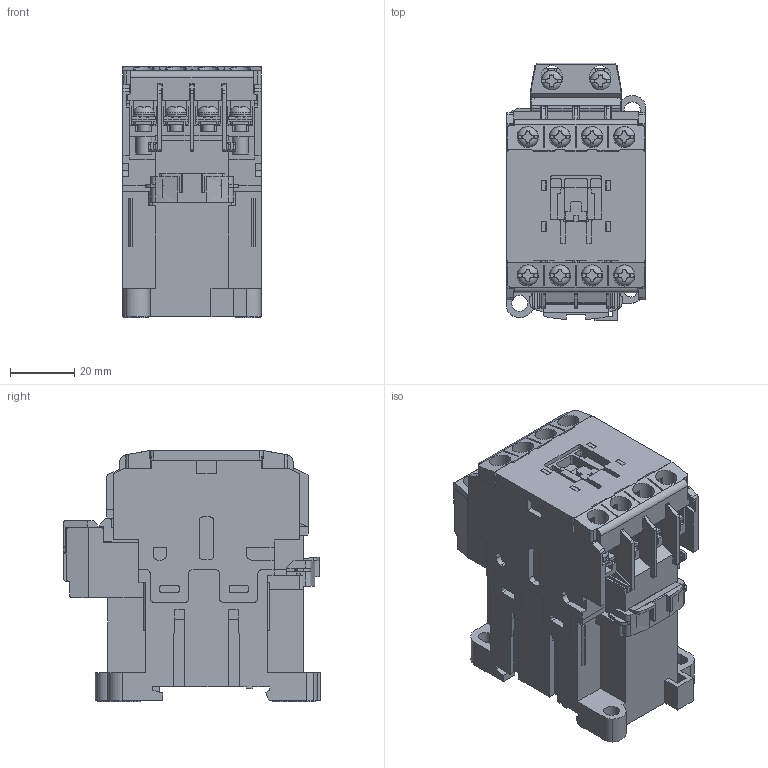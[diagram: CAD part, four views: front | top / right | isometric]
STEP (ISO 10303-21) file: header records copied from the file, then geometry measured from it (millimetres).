
FILE_DESCRIPTION (( 'STEP AP214' ), '1' );
FILE_NAME ('SCH4XA.STEP', '2023-06-29T03:42:15', ( '' ), ( '' ), 'SwSTEP 2.0', 'SolidWorks 2022', '' );
FILE_SCHEMA (( 'AUTOMOTIVE_DESIGN' ));
Length unit declared in the file: millimetre
Products named in the file (11): Plate_M3P5_7P6; SCH4XA_main terminal cover; SCH4X Coil plate band; Springwasher_M3P5; SCH4XA; SCH4X Aux copper band; SCH4XA_body; SCH4X_bottom cover; SCH4XA_coil terminal cover; Screw_M3.5_L10; Screw M3P5_L10^SCH4XA
Assembly tree (24 placements, depth 3):
  SCH4XA
    SCH4XA_body
    SCH4X_bottom cover
    SCH4XA_coil terminal cover
    SCH4XA_main terminal cover  x2
    SCH4X Aux copper band  x4
    Screw M3P5_L10^SCH4XA  x10
      Screw_M3.5_L10
      Plate_M3P5_7P6
      Springwasher_M3P5
    SCH4X Coil plate band  x2
Bounding box: 43 x 80 x 78 mm (x, y, z)
Volume: 166711 mm3; surface area: 63501.3 mm2
Topology: 47 solids, 47 shells, 2726 faces, 7679 edges, 5068 vertices
Faces by surface type: plane 2240, cylinder 426, cone 40, torus 20
Entity records: 53414 total; most frequent: CARTESIAN_POINT 9279, ORIENTED_EDGE 8890, DIRECTION 8193, EDGE_CURVE 4445, VECTOR 3757, LINE 3757, VERTEX_POINT 2928, AXIS2_PLACEMENT_3D 2218
